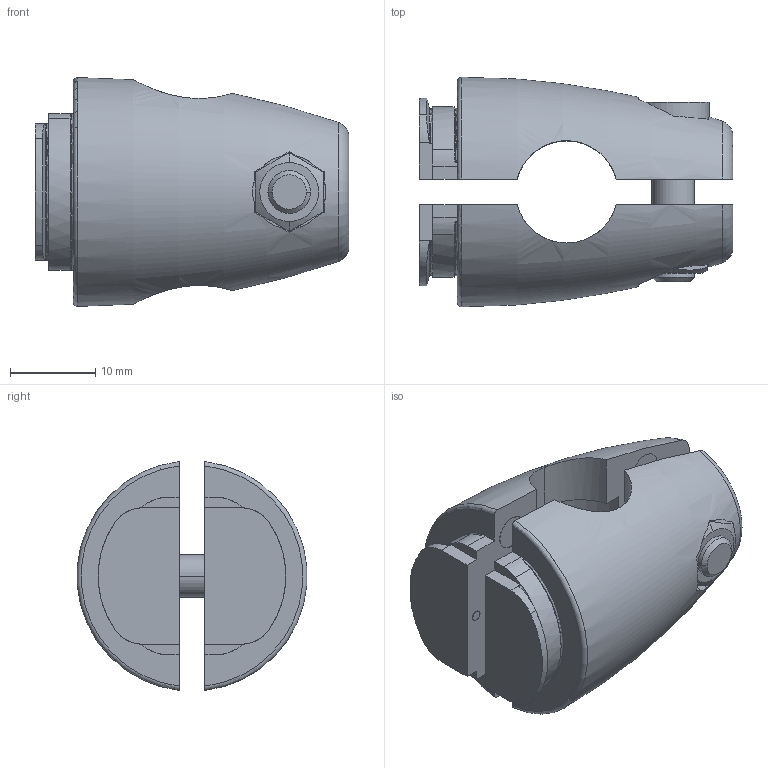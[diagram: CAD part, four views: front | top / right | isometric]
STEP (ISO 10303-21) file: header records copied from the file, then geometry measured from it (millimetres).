
FILE_DESCRIPTION (( 'STEP AP214' ), '1' );
FILE_NAME ('HS-KL-12-20-V.STEP', '2025-02-14T11:25:09', ( '' ), ( '' ), 'SwSTEP 2.0', 'SolidWorks 2024', '' );
FILE_SCHEMA (( 'AUTOMOTIVE_DESIGN' ));
Length unit declared in the file: millimetre
Products named in the file (1): HS-KL-12-20-V
Bounding box: 36.8 x 26.9 x 26.83 mm (x, y, z)
Volume: 10229.4 mm3; surface area: 6002.9 mm2
Topology: 4 solids, 4 shells, 186 faces, 478 edges, 313 vertices
Faces by surface type: plane 80, cylinder 70, torus 18, cone 18
Entity records: 6526 total; most frequent: CARTESIAN_POINT 2006, ORIENTED_EDGE 952, DIRECTION 912, EDGE_CURVE 476, AXIS2_PLACEMENT_3D 353, VERTEX_POINT 313, EDGE_LOOP 207, LINE 206
